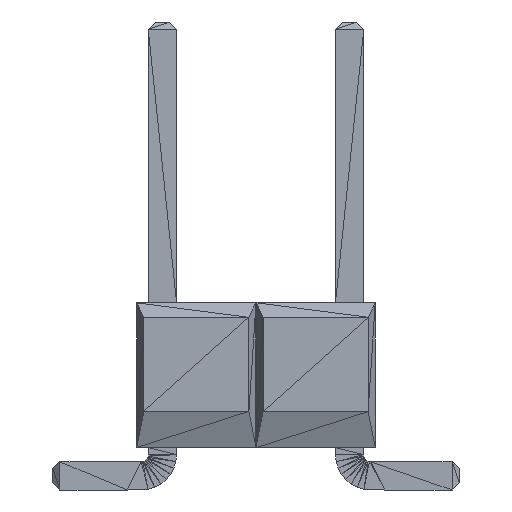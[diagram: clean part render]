
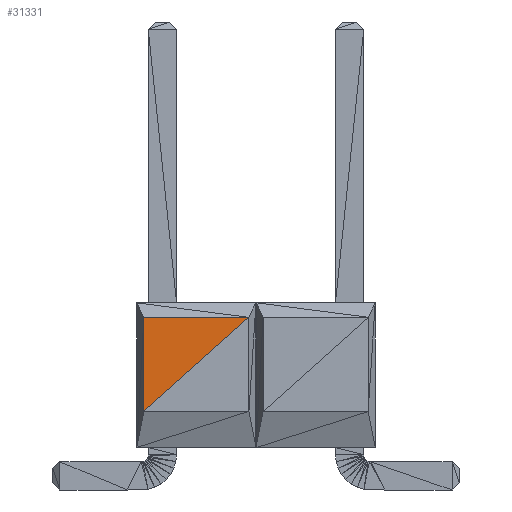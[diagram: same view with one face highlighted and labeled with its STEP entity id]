
A CAD part, left-side view. The second image highlights one B-rep face of the part: STEP entity #31331.
In plain terms, the highlighted planar face has unit normal (-1, 0, 0).
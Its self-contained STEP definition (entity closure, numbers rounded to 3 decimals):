
#411=FACE_OUTER_BOUND('',#3211,.T.);
#3211=EDGE_LOOP('',(#20687,#20688,#20689));
#6143=LINE('',#47369,#10343);
#6145=LINE('',#47374,#10345);
#6152=LINE('',#47387,#10352);
#10343=VECTOR('',#37682,0.025);
#10345=VECTOR('',#37688,0.025);
#10352=VECTOR('',#37705,0.025);
#14289=VERTEX_POINT('',#47363);
#14290=VERTEX_POINT('',#47367);
#14291=VERTEX_POINT('',#47373);
#16063=EDGE_CURVE('',#14290,#14289,#6143,.T.);
#16065=EDGE_CURVE('',#14291,#14289,#6145,.T.);
#16072=EDGE_CURVE('',#14290,#14291,#6152,.T.);
#20687=ORIENTED_EDGE('',*,*,#16065,.F.);
#20688=ORIENTED_EDGE('',*,*,#16072,.F.);
#20689=ORIENTED_EDGE('',*,*,#16063,.T.);
#28531=PLANE('',#34204);
#31331=ADVANCED_FACE('',(#411),#28531,.T.);
#34204=AXIS2_PLACEMENT_3D('',#47386,#37703,#37704);
#37682=DIRECTION('',(0.,1.,0.));
#37688=DIRECTION('',(0.,0.,1.));
#37703=DIRECTION('center_axis',(-1.,0.,0.));
#37704=DIRECTION('ref_axis',(0.,0.,1.));
#37705=DIRECTION('',(0.,0.745,-0.667));
#47363=CARTESIAN_POINT('',(-0.216,3.327,1.875));
#47367=CARTESIAN_POINT('',(-0.216,1.816,1.875));
#47369=CARTESIAN_POINT('',(-0.216,1.816,1.875));
#47373=CARTESIAN_POINT('',(-0.216,3.327,0.521));
#47374=CARTESIAN_POINT('',(-0.216,3.327,0.521));
#47386=CARTESIAN_POINT('Origin',(-0.216,1.816,1.875));
#47387=CARTESIAN_POINT('',(-0.216,1.816,1.875));
